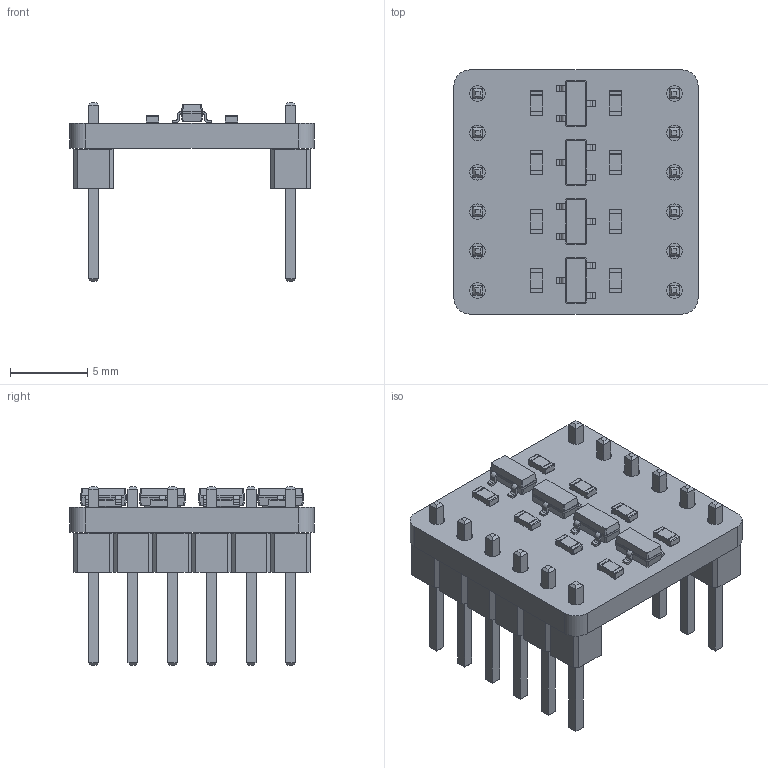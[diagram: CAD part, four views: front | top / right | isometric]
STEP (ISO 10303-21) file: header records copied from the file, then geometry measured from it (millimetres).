
FILE_DESCRIPTION(('KiCad electronic assembly'),'2;1');
FILE_NAME('mosfet_breakout.step','2019-05-30T01:07:46',('An Author'),( 'A Company'),'Open CASCADE STEP processor 6.9', 'KiCad to STEP converter','Unknown');
FILE_SCHEMA(('AUTOMOTIVE_DESIGN { 1 0 10303 214 1 1 1 1 }'));
Length unit declared in the file: millimetre
Products named in the file (8): Open CASCADE STEP translator 6.9 1; R_0603_1608Metric; SOLID; SOT-23; PinHeader_1x06_P2.54mm_Vertical; COMPOUND
Assembly tree (18 placements, depth 3):
  Open CASCADE STEP translator 6.9 1
    R_0603_1608Metric  x8
      SOLID
    SOT-23  x4
      SOLID
    PinHeader_1x06_P2.54mm_Vertical  x2
      SOLID
    COMPOUND
Bounding box: 15.75 x 15.75 x 11.54 mm (x, y, z)
Volume: 638.5 mm3; surface area: 1359.9 mm2
Topology: 15 solids, 15 shells, 830 faces, 2032 edges, 1256 vertices
Faces by surface type: plane 594, cylinder 128, bspline 108
Full cylindrical faces by diameter (mm): 1 x12
Entity records: 18376 total; most frequent: CARTESIAN_POINT 2969, DIRECTION 2485, LINE 1761, VECTOR 1761, ORIENTED_EDGE 1324, PCURVE 1324, DEFINITIONAL_REPRESENTATION 1324, EDGE_CURVE 662
